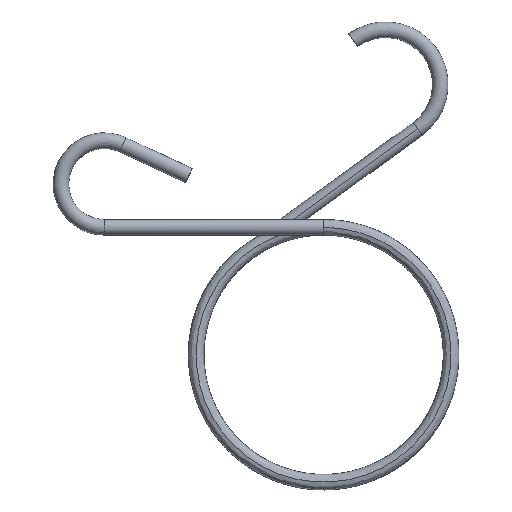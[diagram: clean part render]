
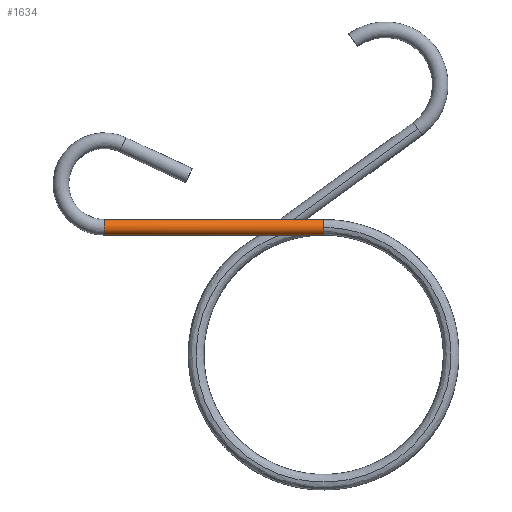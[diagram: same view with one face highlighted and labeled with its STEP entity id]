
A CAD part, front view. The second image highlights one B-rep face of the part: STEP entity #1634.
In plain terms, the highlighted cylindrical face has radius 0.375 mm (diameter 0.75 mm), a partial arc.
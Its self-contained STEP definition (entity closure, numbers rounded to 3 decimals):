
#77 = CYLINDRICAL_SURFACE ( 'NONE', #883, 0.375 ) ;
#86 = EDGE_CURVE ( 'NONE', #1081, #562, #438, .T. ) ;
#113 = CARTESIAN_POINT ( 'NONE',  ( -10.5, 0., 6.1 ) ) ;
#189 = EDGE_CURVE ( 'NONE', #889, #1543, #1454, .T. ) ;
#271 = CARTESIAN_POINT ( 'NONE',  ( -10.5, 0., 6.475 ) ) ;
#281 = CARTESIAN_POINT ( 'NONE',  ( 0., 0., 5.725 ) ) ;
#340 = VECTOR ( 'NONE', #1300, 1000. ) ;
#408 = CARTESIAN_POINT ( 'NONE',  ( 0.002, -0.22, 5.725 ) ) ;
#438 =( BOUNDED_CURVE ( )  B_SPLINE_CURVE ( 3, ( #847, #1494, #685, #1018 ),
 .UNSPECIFIED., .F., .F. ) 
 B_SPLINE_CURVE_WITH_KNOTS ( ( 4, 4 ),
 ( 4.712, 6.283 ),
 .UNSPECIFIED. ) 
 CURVE ( )  GEOMETRIC_REPRESENTATION_ITEM ( )  RATIONAL_B_SPLINE_CURVE ( ( 1., 0.805, 0.805, 1. ) ) 
 REPRESENTATION_ITEM ( '' )  );
#562 = VERTEX_POINT ( 'NONE', #1244 ) ;
#568 = DIRECTION ( 'NONE',  ( 1., 0., 0. ) ) ;
#685 = CARTESIAN_POINT ( 'NONE',  ( 0.004, -0.375, 6.32 ) ) ;
#757 = CARTESIAN_POINT ( 'NONE',  ( 0.004, -0.375, 5.88 ) ) ;
#847 = CARTESIAN_POINT ( 'NONE',  ( 0., 0., 6.475 ) ) ;
#883 = AXIS2_PLACEMENT_3D ( 'NONE', #113, #568, #1247 ) ;
#889 = VERTEX_POINT ( 'NONE', #1058 ) ;
#902 = EDGE_CURVE ( 'NONE', #889, #1367, #1287, .T. ) ;
#921 = VECTOR ( 'NONE', #2062, 1000. ) ;
#1018 = CARTESIAN_POINT ( 'NONE',  ( 0.004, -0.375, 6.1 ) ) ;
#1058 = CARTESIAN_POINT ( 'NONE',  ( -10.5, 0., 5.725 ) ) ;
#1070 = ORIENTED_EDGE ( 'NONE', *, *, #86, .F. ) ;
#1081 = VERTEX_POINT ( 'NONE', #1445 ) ;
#1092 = ORIENTED_EDGE ( 'NONE', *, *, #902, .T. ) ;
#1122 = LINE ( 'NONE', #1911, #340 ) ;
#1193 = AXIS2_PLACEMENT_3D ( 'NONE', #1233, #1878, #1888 ) ;
#1201 = ORIENTED_EDGE ( 'NONE', *, *, #1255, .F. ) ;
#1212 = ORIENTED_EDGE ( 'NONE', *, *, #189, .F. ) ;
#1233 = CARTESIAN_POINT ( 'NONE',  ( -10.5, 0., 6.1 ) ) ;
#1244 = CARTESIAN_POINT ( 'NONE',  ( 0.004, -0.375, 6.1 ) ) ;
#1247 = DIRECTION ( 'NONE',  ( 0., 0., -1. ) ) ;
#1255 = EDGE_CURVE ( 'NONE', #1543, #1081, #1122, .T. ) ;
#1287 = LINE ( 'NONE', #1943, #921 ) ;
#1300 = DIRECTION ( 'NONE',  ( 1., 0., 0. ) ) ;
#1367 = VERTEX_POINT ( 'NONE', #1789 ) ;
#1445 = CARTESIAN_POINT ( 'NONE',  ( 0., 0., 6.475 ) ) ;
#1454 = CIRCLE ( 'NONE', #1193, 0.375 ) ;
#1494 = CARTESIAN_POINT ( 'NONE',  ( 0.002, -0.22, 6.475 ) ) ;
#1543 = VERTEX_POINT ( 'NONE', #271 ) ;
#1580 =( BOUNDED_CURVE ( )  B_SPLINE_CURVE ( 3, ( #1739, #757, #408, #281 ),
 .UNSPECIFIED., .F., .F. ) 
 B_SPLINE_CURVE_WITH_KNOTS ( ( 4, 4 ),
 ( 0., 1.571 ),
 .UNSPECIFIED. ) 
 CURVE ( )  GEOMETRIC_REPRESENTATION_ITEM ( )  RATIONAL_B_SPLINE_CURVE ( ( 1., 0.805, 0.805, 1. ) ) 
 REPRESENTATION_ITEM ( '' )  );
#1634 = ADVANCED_FACE ( 'NONE', ( #2013 ), #77, .T. ) ;
#1699 = ORIENTED_EDGE ( 'NONE', *, *, #1877, .F. ) ;
#1705 = EDGE_LOOP ( 'NONE', ( #1201, #1212, #1092, #1699, #1070 ) ) ;
#1739 = CARTESIAN_POINT ( 'NONE',  ( 0.004, -0.375, 6.1 ) ) ;
#1789 = CARTESIAN_POINT ( 'NONE',  ( 0., 0., 5.725 ) ) ;
#1877 = EDGE_CURVE ( 'NONE', #562, #1367, #1580, .T. ) ;
#1878 = DIRECTION ( 'NONE',  ( -1., 0., 0. ) ) ;
#1888 = DIRECTION ( 'NONE',  ( 0., 0., 1. ) ) ;
#1911 = CARTESIAN_POINT ( 'NONE',  ( -10.5, 0., 6.475 ) ) ;
#1943 = CARTESIAN_POINT ( 'NONE',  ( -10.5, 0., 5.725 ) ) ;
#2013 = FACE_OUTER_BOUND ( 'NONE', #1705, .T. ) ;
#2062 = DIRECTION ( 'NONE',  ( 1., 0., 0. ) ) ;
